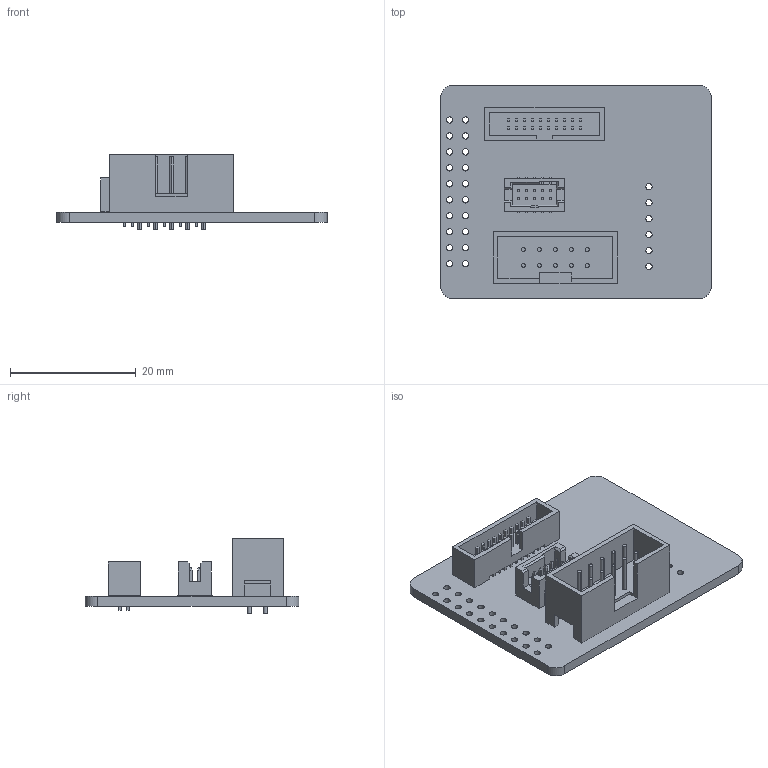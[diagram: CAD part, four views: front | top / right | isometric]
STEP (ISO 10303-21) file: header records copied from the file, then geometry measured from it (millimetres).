
FILE_DESCRIPTION(('KiCad electronic assembly'),'2;1');
FILE_NAME('swd-jlink-adapter.step','2023-01-19T11:05:04',('Pcbnew'),( 'Kicad'),'Open CASCADE STEP processor 7.5','KiCad to STEP converter' ,'Unknown');
FILE_SCHEMA(('AUTOMOTIVE_DESIGN { 1 0 10303 214 1 1 1 1 }'));
Length unit declared in the file: millimetre
Products named in the file (8): swd-jlink-adapter 1; 20021221-00010XXLF; COMPOUND; 66506-066LFc; SOLID; 2x10_2.54mm_smd; swd-jlink-adapter PCB
Assembly tree (7 placements, depth 3):
  swd-jlink-adapter 1
    20021221-00010XXLF
      COMPOUND
    66506-066LFc
      SOLID
    2x10_2.54mm_smd
      SOLID
    swd-jlink-adapter PCB
Bounding box: 43 x 34 x 11.94 mm (x, y, z)
Volume: 3381.8 mm3; surface area: 5831.9 mm2
Topology: 14 solids, 14 shells, 722 faces, 1841 edges, 1189 vertices
Faces by surface type: bspline 676, cylinder 40, plane 6
Full cylindrical faces by diameter (mm): 0.762 x1, 1 x35
Entity records: 41682 total; most frequent: CARTESIAN_POINT 16317, B_SPLINE_CURVE_WITH_KNOTS 4887, ORIENTED_EDGE 3682, PCURVE 3682, DEFINITIONAL_REPRESENTATION 3682, EDGE_CURVE 1841, SURFACE_CURVE 1805, VERTEX_POINT 1189
